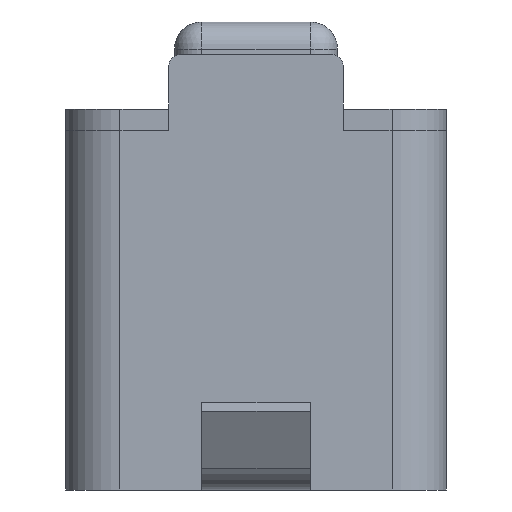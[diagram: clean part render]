
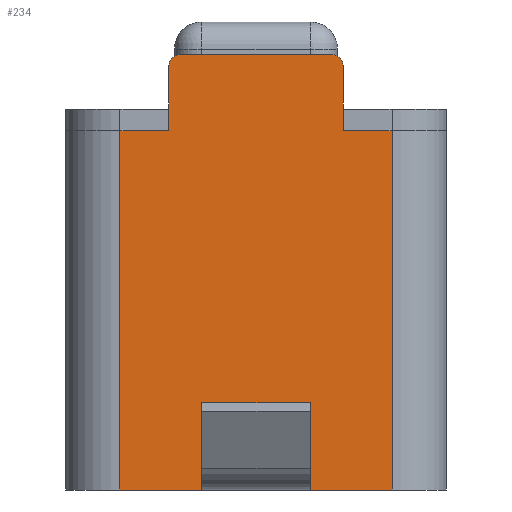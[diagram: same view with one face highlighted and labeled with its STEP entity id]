
A CAD part, left-side view. The second image highlights one B-rep face of the part: STEP entity #234.
In plain terms, the highlighted planar face has unit normal (-1, 0, 0).
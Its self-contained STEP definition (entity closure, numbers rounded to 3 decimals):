
#75 = VERTEX_POINT('',#76);
#76 = CARTESIAN_POINT('',(-3.,0.5,0.15));
#83 = EDGE_CURVE('',#84,#75,#86,.T.);
#84 = VERTEX_POINT('',#85);
#85 = CARTESIAN_POINT('',(-3.,0.5,0.));
#86 = LINE('',#87,#88);
#87 = CARTESIAN_POINT('',(-3.,0.5,3.3));
#88 = VECTOR('',#89,1.);
#89 = DIRECTION('',(0.,0.,1.));
#123 = VERTEX_POINT('',#124);
#124 = CARTESIAN_POINT('',(-3.,-0.5,0.));
#149 = VERTEX_POINT('',#150);
#150 = CARTESIAN_POINT('',(-3.,-0.5,0.15));
#157 = EDGE_CURVE('',#149,#123,#158,.T.);
#158 = LINE('',#159,#160);
#159 = CARTESIAN_POINT('',(-3.,-0.5,3.3));
#160 = VECTOR('',#161,1.);
#161 = DIRECTION('',(0.,0.,-1.));
#204 = EDGE_CURVE('',#149,#75,#205,.T.);
#205 = LINE('',#206,#207);
#206 = CARTESIAN_POINT('',(-3.,1.75,0.15));
#207 = VECTOR('',#208,1.);
#208 = DIRECTION('',(0.,1.,0.));
#234 = ADVANCED_FACE('',(#235),#344,.F.);
#235 = FACE_BOUND('',#236,.F.);
#236 = EDGE_LOOP('',(#237,#247,#256,#264,#272,#280,#288,#294,#295,#296,
    #297,#305,#313,#321,#329,#337));
#237 = ORIENTED_EDGE('',*,*,#238,.T.);
#238 = EDGE_CURVE('',#239,#241,#243,.T.);
#239 = VERTEX_POINT('',#240);
#240 = CARTESIAN_POINT('',(-3.,0.7,4.));
#241 = VERTEX_POINT('',#242);
#242 = CARTESIAN_POINT('',(-3.,-0.7,4.));
#243 = LINE('',#244,#245);
#244 = CARTESIAN_POINT('',(-3.,0.8,4.));
#245 = VECTOR('',#246,1.);
#246 = DIRECTION('',(0.,-1.,0.));
#247 = ORIENTED_EDGE('',*,*,#248,.T.);
#248 = EDGE_CURVE('',#241,#249,#251,.T.);
#249 = VERTEX_POINT('',#250);
#250 = CARTESIAN_POINT('',(-3.,-0.8,3.9));
#251 = CIRCLE('',#252,0.1);
#252 = AXIS2_PLACEMENT_3D('',#253,#254,#255);
#253 = CARTESIAN_POINT('',(-3.,-0.7,3.9));
#254 = DIRECTION('',(1.,0.,0.));
#255 = DIRECTION('',(0.,0.,-1.));
#256 = ORIENTED_EDGE('',*,*,#257,.T.);
#257 = EDGE_CURVE('',#249,#258,#260,.T.);
#258 = VERTEX_POINT('',#259);
#259 = CARTESIAN_POINT('',(-3.,-0.8,3.5));
#260 = LINE('',#261,#262);
#261 = CARTESIAN_POINT('',(-3.,-0.8,4.));
#262 = VECTOR('',#263,1.);
#263 = DIRECTION('',(0.,0.,-1.));
#264 = ORIENTED_EDGE('',*,*,#265,.T.);
#265 = EDGE_CURVE('',#258,#266,#268,.T.);
#266 = VERTEX_POINT('',#267);
#267 = CARTESIAN_POINT('',(-3.,-0.8,3.3));
#268 = LINE('',#269,#270);
#269 = CARTESIAN_POINT('',(-3.,-0.8,10.249));
#270 = VECTOR('',#271,1.);
#271 = DIRECTION('',(0.,0.,-1.));
#272 = ORIENTED_EDGE('',*,*,#273,.T.);
#273 = EDGE_CURVE('',#266,#274,#276,.T.);
#274 = VERTEX_POINT('',#275);
#275 = CARTESIAN_POINT('',(-3.,-1.25,3.3));
#276 = LINE('',#277,#278);
#277 = CARTESIAN_POINT('',(-3.,1.75,3.3));
#278 = VECTOR('',#279,1.);
#279 = DIRECTION('',(0.,-1.,0.));
#280 = ORIENTED_EDGE('',*,*,#281,.T.);
#281 = EDGE_CURVE('',#274,#282,#284,.T.);
#282 = VERTEX_POINT('',#283);
#283 = CARTESIAN_POINT('',(-3.,-1.25,0.));
#284 = LINE('',#285,#286);
#285 = CARTESIAN_POINT('',(-3.,-1.25,3.3));
#286 = VECTOR('',#287,1.);
#287 = DIRECTION('',(0.,0.,-1.));
#288 = ORIENTED_EDGE('',*,*,#289,.F.);
#289 = EDGE_CURVE('',#123,#282,#290,.T.);
#290 = LINE('',#291,#292);
#291 = CARTESIAN_POINT('',(-3.,1.75,0.));
#292 = VECTOR('',#293,1.);
#293 = DIRECTION('',(0.,-1.,0.));
#294 = ORIENTED_EDGE('',*,*,#157,.F.);
#295 = ORIENTED_EDGE('',*,*,#204,.T.);
#296 = ORIENTED_EDGE('',*,*,#83,.F.);
#297 = ORIENTED_EDGE('',*,*,#298,.F.);
#298 = EDGE_CURVE('',#299,#84,#301,.T.);
#299 = VERTEX_POINT('',#300);
#300 = CARTESIAN_POINT('',(-3.,1.25,0.));
#301 = LINE('',#302,#303);
#302 = CARTESIAN_POINT('',(-3.,1.75,0.));
#303 = VECTOR('',#304,1.);
#304 = DIRECTION('',(0.,-1.,0.));
#305 = ORIENTED_EDGE('',*,*,#306,.F.);
#306 = EDGE_CURVE('',#307,#299,#309,.T.);
#307 = VERTEX_POINT('',#308);
#308 = CARTESIAN_POINT('',(-3.,1.25,3.3));
#309 = LINE('',#310,#311);
#310 = CARTESIAN_POINT('',(-3.,1.25,3.3));
#311 = VECTOR('',#312,1.);
#312 = DIRECTION('',(0.,0.,-1.));
#313 = ORIENTED_EDGE('',*,*,#314,.T.);
#314 = EDGE_CURVE('',#307,#315,#317,.T.);
#315 = VERTEX_POINT('',#316);
#316 = CARTESIAN_POINT('',(-3.,0.8,3.3));
#317 = LINE('',#318,#319);
#318 = CARTESIAN_POINT('',(-3.,1.75,3.3));
#319 = VECTOR('',#320,1.);
#320 = DIRECTION('',(0.,-1.,0.));
#321 = ORIENTED_EDGE('',*,*,#322,.F.);
#322 = EDGE_CURVE('',#323,#315,#325,.T.);
#323 = VERTEX_POINT('',#324);
#324 = CARTESIAN_POINT('',(-3.,0.8,3.5));
#325 = LINE('',#326,#327);
#326 = CARTESIAN_POINT('',(-3.,0.8,10.249));
#327 = VECTOR('',#328,1.);
#328 = DIRECTION('',(0.,0.,-1.));
#329 = ORIENTED_EDGE('',*,*,#330,.F.);
#330 = EDGE_CURVE('',#331,#323,#333,.T.);
#331 = VERTEX_POINT('',#332);
#332 = CARTESIAN_POINT('',(-3.,0.8,3.9));
#333 = LINE('',#334,#335);
#334 = CARTESIAN_POINT('',(-3.,0.8,4.));
#335 = VECTOR('',#336,1.);
#336 = DIRECTION('',(0.,0.,-1.));
#337 = ORIENTED_EDGE('',*,*,#338,.T.);
#338 = EDGE_CURVE('',#331,#239,#339,.T.);
#339 = CIRCLE('',#340,0.1);
#340 = AXIS2_PLACEMENT_3D('',#341,#342,#343);
#341 = CARTESIAN_POINT('',(-3.,0.7,3.9));
#342 = DIRECTION('',(1.,0.,0.));
#343 = DIRECTION('',(0.,0.,-1.));
#344 = PLANE('',#345);
#345 = AXIS2_PLACEMENT_3D('',#346,#347,#348);
#346 = CARTESIAN_POINT('',(-3.,1.75,3.3));
#347 = DIRECTION('',(1.,0.,0.));
#348 = DIRECTION('',(0.,1.,0.));
